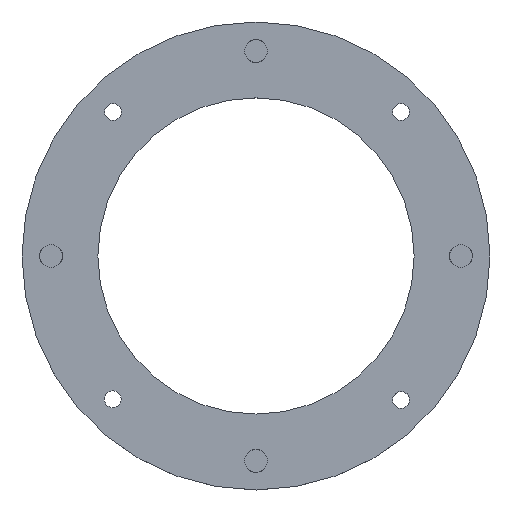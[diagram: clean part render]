
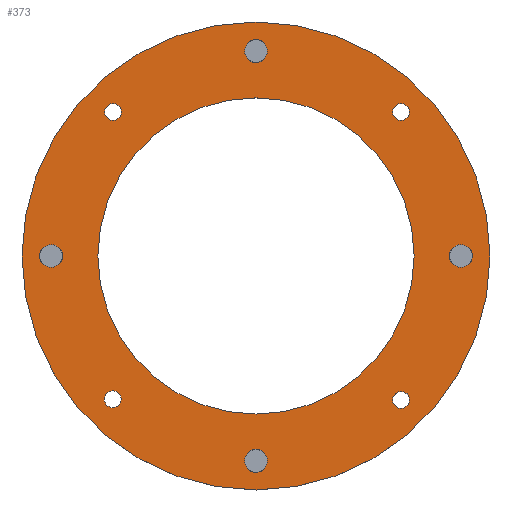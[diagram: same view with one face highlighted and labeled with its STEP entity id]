
A CAD part, top view. The second image highlights one B-rep face of the part: STEP entity #373.
In plain terms, the highlighted planar face has unit normal (0, 0, 1).
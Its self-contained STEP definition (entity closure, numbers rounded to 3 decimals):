
#19=PLANE('',#427);
#27=FACE_BOUND('',#98,.T.);
#28=FACE_BOUND('',#99,.T.);
#29=FACE_BOUND('',#100,.T.);
#30=FACE_BOUND('',#101,.T.);
#31=FACE_BOUND('',#102,.T.);
#32=FACE_BOUND('',#103,.T.);
#33=FACE_BOUND('',#104,.T.);
#34=FACE_BOUND('',#105,.T.);
#35=FACE_BOUND('',#106,.T.);
#71=FACE_OUTER_BOUND('',#97,.T.);
#97=EDGE_LOOP('',(#325));
#98=EDGE_LOOP('',(#326));
#99=EDGE_LOOP('',(#327));
#100=EDGE_LOOP('',(#328));
#101=EDGE_LOOP('',(#329));
#102=EDGE_LOOP('',(#330));
#103=EDGE_LOOP('',(#331));
#104=EDGE_LOOP('',(#332));
#105=EDGE_LOOP('',(#333));
#106=EDGE_LOOP('',(#334));
#145=CIRCLE('',#390,1.675);
#147=CIRCLE('',#393,1.675);
#149=CIRCLE('',#396,1.675);
#151=CIRCLE('',#399,1.675);
#154=CIRCLE('',#407,2.25);
#156=CIRCLE('',#411,2.25);
#158=CIRCLE('',#415,2.25);
#160=CIRCLE('',#419,2.25);
#162=CIRCLE('',#423,31.25);
#164=CIRCLE('',#426,46.25);
#165=VERTEX_POINT('',#529);
#167=VERTEX_POINT('',#535);
#169=VERTEX_POINT('',#541);
#171=VERTEX_POINT('',#547);
#186=VERTEX_POINT('',#855);
#188=VERTEX_POINT('',#863);
#190=VERTEX_POINT('',#870);
#192=VERTEX_POINT('',#878);
#194=VERTEX_POINT('',#885);
#196=VERTEX_POINT('',#891);
#197=EDGE_CURVE('',#165,#165,#145,.T.);
#200=EDGE_CURVE('',#167,#167,#147,.T.);
#203=EDGE_CURVE('',#169,#169,#149,.T.);
#206=EDGE_CURVE('',#171,#171,#151,.T.);
#227=EDGE_CURVE('',#186,#186,#154,.T.);
#231=EDGE_CURVE('',#188,#188,#156,.T.);
#234=EDGE_CURVE('',#190,#190,#158,.T.);
#238=EDGE_CURVE('',#192,#192,#160,.T.);
#241=EDGE_CURVE('',#194,#194,#162,.T.);
#244=EDGE_CURVE('',#196,#196,#164,.T.);
#325=ORIENTED_EDGE('',*,*,#244,.T.);
#326=ORIENTED_EDGE('',*,*,#197,.T.);
#327=ORIENTED_EDGE('',*,*,#200,.T.);
#328=ORIENTED_EDGE('',*,*,#203,.T.);
#329=ORIENTED_EDGE('',*,*,#206,.T.);
#330=ORIENTED_EDGE('',*,*,#227,.T.);
#331=ORIENTED_EDGE('',*,*,#231,.T.);
#332=ORIENTED_EDGE('',*,*,#234,.T.);
#333=ORIENTED_EDGE('',*,*,#238,.T.);
#334=ORIENTED_EDGE('',*,*,#241,.T.);
#373=ADVANCED_FACE('',(#71,#27,#28,#29,#30,#31,#32,#33,#34,#35),#19,.T.);
#390=AXIS2_PLACEMENT_3D('',#530,#433,#434);
#393=AXIS2_PLACEMENT_3D('',#536,#440,#441);
#396=AXIS2_PLACEMENT_3D('',#542,#447,#448);
#399=AXIS2_PLACEMENT_3D('',#548,#454,#455);
#407=AXIS2_PLACEMENT_3D('',#857,#476,#477);
#411=AXIS2_PLACEMENT_3D('',#865,#486,#487);
#415=AXIS2_PLACEMENT_3D('',#872,#495,#496);
#419=AXIS2_PLACEMENT_3D('',#880,#505,#506);
#423=AXIS2_PLACEMENT_3D('',#887,#514,#515);
#426=AXIS2_PLACEMENT_3D('',#893,#521,#522);
#427=AXIS2_PLACEMENT_3D('',#894,#523,#524);
#433=DIRECTION('center_axis',(0.,0.,-1.));
#434=DIRECTION('ref_axis',(0.707,0.707,0.));
#440=DIRECTION('center_axis',(0.,0.,-1.));
#441=DIRECTION('ref_axis',(0.707,0.707,0.));
#447=DIRECTION('center_axis',(0.,0.,-1.));
#448=DIRECTION('ref_axis',(0.707,0.707,0.));
#454=DIRECTION('center_axis',(0.,0.,-1.));
#455=DIRECTION('ref_axis',(0.707,0.707,0.));
#476=DIRECTION('center_axis',(0.,0.,-1.));
#477=DIRECTION('ref_axis',(-1.,0.,0.));
#486=DIRECTION('center_axis',(0.,0.,-1.));
#487=DIRECTION('ref_axis',(-1.,0.,0.));
#495=DIRECTION('center_axis',(0.,0.,-1.));
#496=DIRECTION('ref_axis',(-1.,0.,0.));
#505=DIRECTION('center_axis',(0.,0.,-1.));
#506=DIRECTION('ref_axis',(-1.,0.,0.));
#514=DIRECTION('center_axis',(0.,0.,-1.));
#515=DIRECTION('ref_axis',(1.,0.,0.));
#521=DIRECTION('center_axis',(0.,0.,1.));
#522=DIRECTION('ref_axis',(1.,0.,0.));
#523=DIRECTION('center_axis',(0.,0.,1.));
#524=DIRECTION('ref_axis',(1.,0.,0.));
#529=CARTESIAN_POINT('',(-29.493,-29.493,0.));
#530=CARTESIAN_POINT('Origin',(-28.309,-28.309,0.));
#535=CARTESIAN_POINT('',(27.494,-29.645,0.));
#536=CARTESIAN_POINT('Origin',(28.679,-28.461,0.));
#541=CARTESIAN_POINT('',(-29.428,27.277,0.));
#542=CARTESIAN_POINT('Origin',(-28.243,28.461,0.));
#547=CARTESIAN_POINT('',(27.494,27.277,0.));
#548=CARTESIAN_POINT('Origin',(28.679,28.461,0.));
#855=CARTESIAN_POINT('',(2.25,40.5,0.));
#857=CARTESIAN_POINT('Origin',(0.,40.5,0.));
#863=CARTESIAN_POINT('',(42.75,0.,0.));
#865=CARTESIAN_POINT('Origin',(40.5,0.,0.));
#870=CARTESIAN_POINT('',(2.25,-40.5,0.));
#872=CARTESIAN_POINT('Origin',(0.,-40.5,0.));
#878=CARTESIAN_POINT('',(-38.25,0.,0.));
#880=CARTESIAN_POINT('Origin',(-40.5,0.,0.));
#885=CARTESIAN_POINT('',(-31.25,0.,0.));
#887=CARTESIAN_POINT('Origin',(0.,0.,0.));
#891=CARTESIAN_POINT('',(-46.25,0.,0.));
#893=CARTESIAN_POINT('Origin',(0.,0.,0.));
#894=CARTESIAN_POINT('Origin',(0.,0.,0.));
